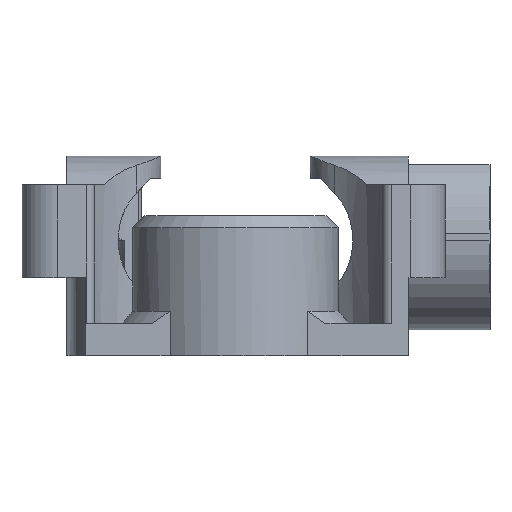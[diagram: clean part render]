
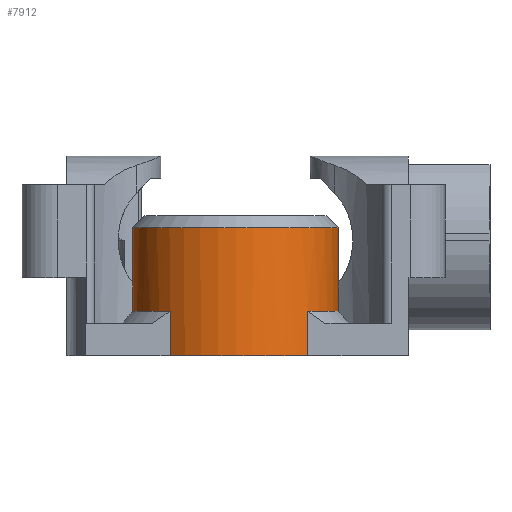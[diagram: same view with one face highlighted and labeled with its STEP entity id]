
A CAD part, left-side view. The second image highlights one B-rep face of the part: STEP entity #7912.
In plain terms, the highlighted cylindrical face has radius 12.6 mm (diameter 25.2 mm), a full revolution.
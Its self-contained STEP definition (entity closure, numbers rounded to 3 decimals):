
#312=CYLINDRICAL_SURFACE('',#8203,12.6);
#761=FACE_OUTER_BOUND('',#1215,.T.);
#1215=EDGE_LOOP('',(#6814,#6815,#6816,#6817,#6818,#6819,#6820,#6821,#6822,
#6823));
#2248=LINE('',#15123,#2775);
#2249=LINE('',#15125,#2776);
#2250=LINE('',#15132,#2777);
#2775=VECTOR('',#9069,12.6);
#2776=VECTOR('',#9070,10.);
#2777=VECTOR('',#9077,10.);
#2967=CIRCLE('',#8147,12.6);
#2977=CIRCLE('',#8157,12.6);
#3006=CIRCLE('',#8202,12.6);
#3007=CIRCLE('',#8204,12.6);
#3008=CIRCLE('',#8205,12.6);
#3009=CIRCLE('',#8206,12.6);
#3650=VERTEX_POINT('',#14991);
#3651=VERTEX_POINT('',#14992);
#3668=VERTEX_POINT('',#15026);
#3701=VERTEX_POINT('',#15119);
#3702=VERTEX_POINT('',#15124);
#3703=VERTEX_POINT('',#15126);
#3704=VERTEX_POINT('',#15128);
#3705=VERTEX_POINT('',#15130);
#4721=EDGE_CURVE('',#3650,#3651,#2967,.T.);
#4739=EDGE_CURVE('',#3651,#3668,#2977,.T.);
#4783=EDGE_CURVE('',#3701,#3701,#3006,.T.);
#4784=EDGE_CURVE('',#3701,#3651,#2248,.T.);
#4785=EDGE_CURVE('',#3702,#3668,#2249,.T.);
#4786=EDGE_CURVE('',#3703,#3702,#3007,.T.);
#4787=EDGE_CURVE('',#3704,#3703,#3008,.T.);
#4788=EDGE_CURVE('',#3705,#3704,#3009,.T.);
#4789=EDGE_CURVE('',#3650,#3705,#2250,.T.);
#6814=ORIENTED_EDGE('',*,*,#4783,.F.);
#6815=ORIENTED_EDGE('',*,*,#4784,.T.);
#6816=ORIENTED_EDGE('',*,*,#4739,.T.);
#6817=ORIENTED_EDGE('',*,*,#4785,.F.);
#6818=ORIENTED_EDGE('',*,*,#4786,.F.);
#6819=ORIENTED_EDGE('',*,*,#4787,.F.);
#6820=ORIENTED_EDGE('',*,*,#4788,.F.);
#6821=ORIENTED_EDGE('',*,*,#4789,.F.);
#6822=ORIENTED_EDGE('',*,*,#4721,.T.);
#6823=ORIENTED_EDGE('',*,*,#4784,.F.);
#7912=ADVANCED_FACE('',(#761),#312,.T.);
#8147=AXIS2_PLACEMENT_3D('',#14993,#8932,#8933);
#8157=AXIS2_PLACEMENT_3D('',#15028,#8960,#8961);
#8202=AXIS2_PLACEMENT_3D('',#15121,#9065,#9066);
#8203=AXIS2_PLACEMENT_3D('',#15122,#9067,#9068);
#8204=AXIS2_PLACEMENT_3D('',#15127,#9071,#9072);
#8205=AXIS2_PLACEMENT_3D('',#15129,#9073,#9074);
#8206=AXIS2_PLACEMENT_3D('',#15131,#9075,#9076);
#8932=DIRECTION('center_axis',(0.,0.,1.));
#8933=DIRECTION('ref_axis',(1.,0.,0.));
#8960=DIRECTION('center_axis',(0.,0.,1.));
#8961=DIRECTION('ref_axis',(1.,0.,0.));
#9065=DIRECTION('center_axis',(0.,0.,1.));
#9066=DIRECTION('ref_axis',(1.,0.,0.));
#9067=DIRECTION('center_axis',(0.,0.,1.));
#9068=DIRECTION('ref_axis',(1.,0.,0.));
#9069=DIRECTION('',(0.,0.,-1.));
#9070=DIRECTION('',(0.,0.,-1.));
#9071=DIRECTION('center_axis',(0.,0.,-1.));
#9072=DIRECTION('ref_axis',(1.,0.,0.));
#9073=DIRECTION('center_axis',(0.,0.,-1.));
#9074=DIRECTION('ref_axis',(1.,0.,0.));
#9075=DIRECTION('center_axis',(0.,0.,-1.));
#9076=DIRECTION('ref_axis',(1.,0.,0.));
#9077=DIRECTION('',(0.,0.,1.));
#14991=CARTESIAN_POINT('',(-31.214,8.025,0.));
#14992=CARTESIAN_POINT('',(-34.1,0.,0.));
#14993=CARTESIAN_POINT('Origin',(-21.5,0.,0.));
#15026=CARTESIAN_POINT('',(-30.457,-8.861,0.));
#15028=CARTESIAN_POINT('Origin',(-21.5,0.,0.));
#15119=CARTESIAN_POINT('',(-34.1,0.,15.7));
#15121=CARTESIAN_POINT('Origin',(-21.5,0.,15.7));
#15122=CARTESIAN_POINT('Origin',(-21.5,0.,0.));
#15123=CARTESIAN_POINT('',(-34.1,0.,0.));
#15124=CARTESIAN_POINT('',(-30.457,-8.861,5.5));
#15125=CARTESIAN_POINT('',(-30.457,-8.861,0.));
#15126=CARTESIAN_POINT('',(-21.5,-12.6,5.5));
#15127=CARTESIAN_POINT('Origin',(-21.5,0.,5.5));
#15128=CARTESIAN_POINT('',(-21.5,12.6,5.5));
#15129=CARTESIAN_POINT('Origin',(-21.5,0.,5.5));
#15130=CARTESIAN_POINT('',(-31.214,8.025,5.5));
#15131=CARTESIAN_POINT('Origin',(-21.5,0.,5.5));
#15132=CARTESIAN_POINT('',(-31.214,8.025,0.));
